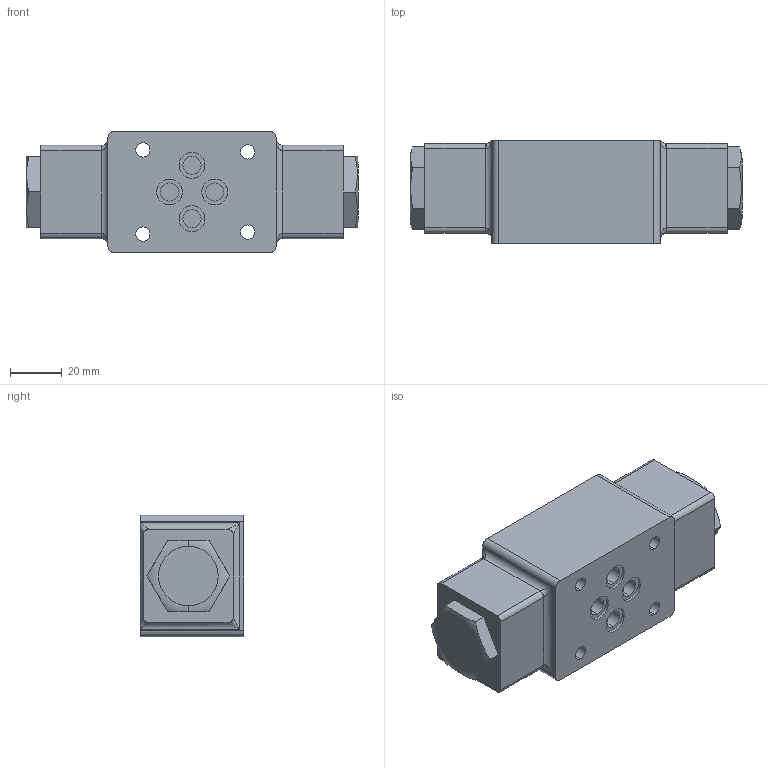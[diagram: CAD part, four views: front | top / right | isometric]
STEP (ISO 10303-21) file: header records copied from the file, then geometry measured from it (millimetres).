
FILE_DESCRIPTION (( 'STEP AP214' ), '1' );
FILE_NAME ('MPW 01 30.STEP', '2018-04-10T10:24:47', ( '' ), ( '' ), 'SwSTEP 2.0', 'SolidWorks 2017', '' );
FILE_SCHEMA (( 'AUTOMOTIVE_DESIGN' ));
Length unit declared in the file: millimetre
Products named in the file (1): MPW 01 30
Bounding box: 128.37 x 40 x 47 mm (x, y, z)
Volume: 188670 mm3; surface area: 26549.5 mm2
Topology: 1 solids, 1 shells, 110 faces, 266 edges, 168 vertices
Faces by surface type: cylinder 52, plane 42, torus 8, bspline 8
Entity records: 3972 total; most frequent: CARTESIAN_POINT 1397, DIRECTION 532, ORIENTED_EDGE 524, EDGE_CURVE 262, AXIS2_PLACEMENT_3D 211, VERTEX_POINT 168, EDGE_LOOP 132, VECTOR 110
